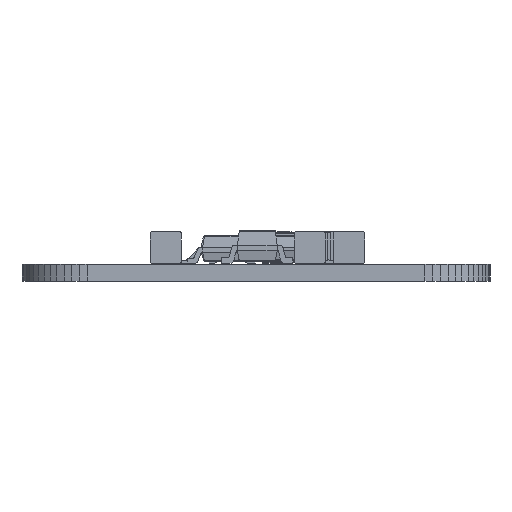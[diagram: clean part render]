
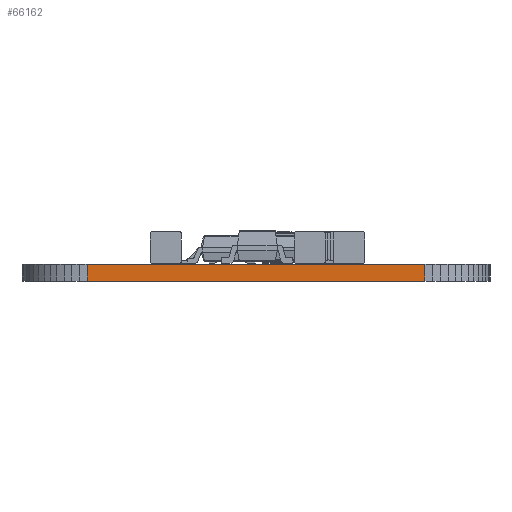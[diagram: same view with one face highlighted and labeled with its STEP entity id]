
A CAD part, front view. The second image highlights one B-rep face of the part: STEP entity #66162.
In plain terms, the highlighted planar face has unit normal (0, -1, 0).
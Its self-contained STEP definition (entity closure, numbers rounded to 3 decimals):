
#56891 = PLANE('',#56892);
#56892 = AXIS2_PLACEMENT_3D('',#56893,#56894,#56895);
#56893 = CARTESIAN_POINT('',(7.619,-39.167,0.68));
#56894 = DIRECTION('',(-0.,-0.,-1.));
#56895 = DIRECTION('',(-1.,0.,0.));
#56945 = PLANE('',#56946);
#56946 = AXIS2_PLACEMENT_3D('',#56947,#56948,#56949);
#56947 = CARTESIAN_POINT('',(7.619,-39.167,0.));
#56948 = DIRECTION('',(-0.,-0.,-1.));
#56949 = DIRECTION('',(-1.,0.,0.));
#57782 = VERTEX_POINT('',#57783);
#57783 = CARTESIAN_POINT('',(14.404,-81.354,0.));
#57797 = PLANE('',#57798);
#57798 = AXIS2_PLACEMENT_3D('',#57799,#57800,#57801);
#57799 = CARTESIAN_POINT('',(14.719,-81.335,0.));
#57800 = DIRECTION('',(0.06,-0.998,0.));
#57801 = DIRECTION('',(-0.998,-0.06,0.));
#57809 = EDGE_CURVE('',#57782,#57810,#57812,.T.);
#57810 = VERTEX_POINT('',#57811);
#57811 = CARTESIAN_POINT('',(0.836,-81.354,0.));
#57812 = SURFACE_CURVE('',#57813,(#57817,#57824),.PCURVE_S1.);
#57813 = LINE('',#57814,#57815);
#57814 = CARTESIAN_POINT('',(14.404,-81.354,0.));
#57815 = VECTOR('',#57816,1.);
#57816 = DIRECTION('',(-1.,0.,0.));
#57817 = PCURVE('',#56945,#57818);
#57818 = DEFINITIONAL_REPRESENTATION('',(#57819),#57823);
#57819 = LINE('',#57820,#57821);
#57820 = CARTESIAN_POINT('',(-6.785,-42.187));
#57821 = VECTOR('',#57822,1.);
#57822 = DIRECTION('',(1.,0.));
#57823 = ( GEOMETRIC_REPRESENTATION_CONTEXT(2) 
PARAMETRIC_REPRESENTATION_CONTEXT() REPRESENTATION_CONTEXT('2D SPACE',''
  ) );
#57824 = PCURVE('',#57825,#57830);
#57825 = PLANE('',#57826);
#57826 = AXIS2_PLACEMENT_3D('',#57827,#57828,#57829);
#57827 = CARTESIAN_POINT('',(14.404,-81.354,0.));
#57828 = DIRECTION('',(0.,-1.,0.));
#57829 = DIRECTION('',(-1.,0.,0.));
#57830 = DEFINITIONAL_REPRESENTATION('',(#57831),#57835);
#57831 = LINE('',#57832,#57833);
#57832 = CARTESIAN_POINT('',(0.,0.));
#57833 = VECTOR('',#57834,1.);
#57834 = DIRECTION('',(1.,0.));
#57835 = ( GEOMETRIC_REPRESENTATION_CONTEXT(2) 
PARAMETRIC_REPRESENTATION_CONTEXT() REPRESENTATION_CONTEXT('2D SPACE',''
  ) );
#57853 = PLANE('',#57854);
#57854 = AXIS2_PLACEMENT_3D('',#57855,#57856,#57857);
#57855 = CARTESIAN_POINT('',(0.836,-81.354,0.));
#57856 = DIRECTION('',(-0.06,-0.998,0.));
#57857 = DIRECTION('',(-0.998,0.06,0.));
#61833 = VERTEX_POINT('',#61834);
#61834 = CARTESIAN_POINT('',(14.404,-81.354,0.68));
#61855 = EDGE_CURVE('',#61833,#61856,#61858,.T.);
#61856 = VERTEX_POINT('',#61857);
#61857 = CARTESIAN_POINT('',(0.836,-81.354,0.68));
#61858 = SURFACE_CURVE('',#61859,(#61863,#61870),.PCURVE_S1.);
#61859 = LINE('',#61860,#61861);
#61860 = CARTESIAN_POINT('',(14.404,-81.354,0.68));
#61861 = VECTOR('',#61862,1.);
#61862 = DIRECTION('',(-1.,0.,0.));
#61863 = PCURVE('',#56891,#61864);
#61864 = DEFINITIONAL_REPRESENTATION('',(#61865),#61869);
#61865 = LINE('',#61866,#61867);
#61866 = CARTESIAN_POINT('',(-6.785,-42.187));
#61867 = VECTOR('',#61868,1.);
#61868 = DIRECTION('',(1.,0.));
#61869 = ( GEOMETRIC_REPRESENTATION_CONTEXT(2) 
PARAMETRIC_REPRESENTATION_CONTEXT() REPRESENTATION_CONTEXT('2D SPACE',''
  ) );
#61870 = PCURVE('',#57825,#61871);
#61871 = DEFINITIONAL_REPRESENTATION('',(#61872),#61876);
#61872 = LINE('',#61873,#61874);
#61873 = CARTESIAN_POINT('',(0.,-0.68));
#61874 = VECTOR('',#61875,1.);
#61875 = DIRECTION('',(1.,0.));
#61876 = ( GEOMETRIC_REPRESENTATION_CONTEXT(2) 
PARAMETRIC_REPRESENTATION_CONTEXT() REPRESENTATION_CONTEXT('2D SPACE',''
  ) );
#66114 = EDGE_CURVE('',#57782,#61833,#66115,.T.);
#66115 = SURFACE_CURVE('',#66116,(#66120,#66127),.PCURVE_S1.);
#66116 = LINE('',#66117,#66118);
#66117 = CARTESIAN_POINT('',(14.404,-81.354,0.));
#66118 = VECTOR('',#66119,1.);
#66119 = DIRECTION('',(0.,0.,1.));
#66120 = PCURVE('',#57797,#66121);
#66121 = DEFINITIONAL_REPRESENTATION('',(#66122),#66126);
#66122 = LINE('',#66123,#66124);
#66123 = CARTESIAN_POINT('',(0.316,0.));
#66124 = VECTOR('',#66125,1.);
#66125 = DIRECTION('',(0.,-1.));
#66126 = ( GEOMETRIC_REPRESENTATION_CONTEXT(2) 
PARAMETRIC_REPRESENTATION_CONTEXT() REPRESENTATION_CONTEXT('2D SPACE',''
  ) );
#66127 = PCURVE('',#57825,#66128);
#66128 = DEFINITIONAL_REPRESENTATION('',(#66129),#66133);
#66129 = LINE('',#66130,#66131);
#66130 = CARTESIAN_POINT('',(0.,0.));
#66131 = VECTOR('',#66132,1.);
#66132 = DIRECTION('',(0.,-1.));
#66133 = ( GEOMETRIC_REPRESENTATION_CONTEXT(2) 
PARAMETRIC_REPRESENTATION_CONTEXT() REPRESENTATION_CONTEXT('2D SPACE',''
  ) );
#66162 = ADVANCED_FACE('',(#66163),#57825,.T.);
#66163 = FACE_BOUND('',#66164,.T.);
#66164 = EDGE_LOOP('',(#66165,#66166,#66167,#66188));
#66165 = ORIENTED_EDGE('',*,*,#66114,.T.);
#66166 = ORIENTED_EDGE('',*,*,#61855,.T.);
#66167 = ORIENTED_EDGE('',*,*,#66168,.F.);
#66168 = EDGE_CURVE('',#57810,#61856,#66169,.T.);
#66169 = SURFACE_CURVE('',#66170,(#66174,#66181),.PCURVE_S1.);
#66170 = LINE('',#66171,#66172);
#66171 = CARTESIAN_POINT('',(0.836,-81.354,0.));
#66172 = VECTOR('',#66173,1.);
#66173 = DIRECTION('',(0.,0.,1.));
#66174 = PCURVE('',#57825,#66175);
#66175 = DEFINITIONAL_REPRESENTATION('',(#66176),#66180);
#66176 = LINE('',#66177,#66178);
#66177 = CARTESIAN_POINT('',(13.569,0.));
#66178 = VECTOR('',#66179,1.);
#66179 = DIRECTION('',(0.,-1.));
#66180 = ( GEOMETRIC_REPRESENTATION_CONTEXT(2) 
PARAMETRIC_REPRESENTATION_CONTEXT() REPRESENTATION_CONTEXT('2D SPACE',''
  ) );
#66181 = PCURVE('',#57853,#66182);
#66182 = DEFINITIONAL_REPRESENTATION('',(#66183),#66187);
#66183 = LINE('',#66184,#66185);
#66184 = CARTESIAN_POINT('',(0.,0.));
#66185 = VECTOR('',#66186,1.);
#66186 = DIRECTION('',(0.,-1.));
#66187 = ( GEOMETRIC_REPRESENTATION_CONTEXT(2) 
PARAMETRIC_REPRESENTATION_CONTEXT() REPRESENTATION_CONTEXT('2D SPACE',''
  ) );
#66188 = ORIENTED_EDGE('',*,*,#57809,.F.);
